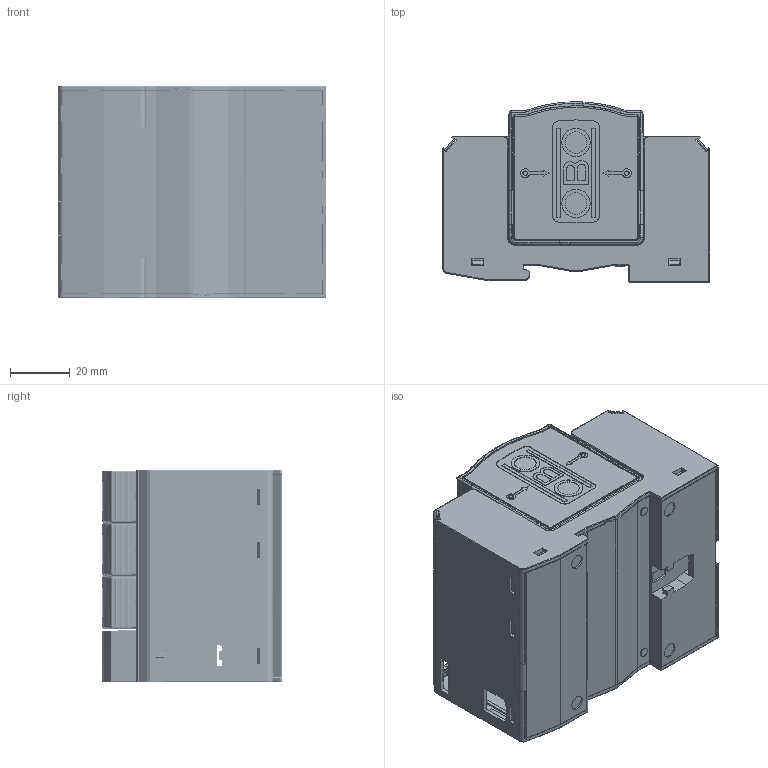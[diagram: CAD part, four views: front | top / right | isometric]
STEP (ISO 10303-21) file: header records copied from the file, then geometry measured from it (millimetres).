
FILE_DESCRIPTION((''),'2;1');
FILE_NAME('5093654_ASM','2012-02-28T',('AndreasKeweloh'),(''),'PRO/ENGINEER BY PARAMETRIC TECHNOLOGY CORPORATION, 2011370','PRO/ENGINEER BY PARAMETRIC TECHNOLOGY CORPORATION, 2011370','');
FILE_SCHEMA(('CONFIG_CONTROL_DESIGN'));
Products named in the file (11): GEHAEUSEDECKEL_NEU; GEHAEUSE_NEU; GEHAEUSE-3056600_ASM; OBERTEIL-V20NEU_1-3092540_ASM; SOCKEL-UNTERTEIL; KONTAKB_S__GEL_MIT_FEDER_1_ASM; SCHILD1_1; SOCKEL_OBERTEIL; SCHILD2_1; NPE_V50_1_ASM; 5093654_ASM
Assembly tree (12 placements, depth 5):
  5093654_ASM
    NPE_V50_1_ASM
      OBERTEIL-V20NEU_1-3092540_ASM  x3
        GEHAEUSE-3056600_ASM
          GEHAEUSEDECKEL_NEU
          GEHAEUSE_NEU
      SOCKEL-UNTERTEIL
      KONTAKB_S__GEL_MIT_FEDER_1_ASM
      SCHILD1_1
      SOCKEL_OBERTEIL
      SCHILD2_1
Bounding box: 89.8 x 60.51 x 71.2 mm (x, y, z)
Volume: 81064.7 mm3; surface area: 168817.9 mm2
Topology: 7 solids, 10 shells, 7488 faces, 20746 edges, 13227 vertices
Faces by surface type: plane 4275, cylinder 2048, bspline 528, sphere 196, torus 185, cone 160, extrusion 96
Entity records: 290794 total; most frequent: CARTESIAN_POINT 165373, ORIENTED_EDGE 28142, DIRECTION 22813, EDGE_CURVE 14072, VECTOR 10021, LINE 9989, VERTEX_POINT 9121, AXIS2_PLACEMENT_3D 6396
